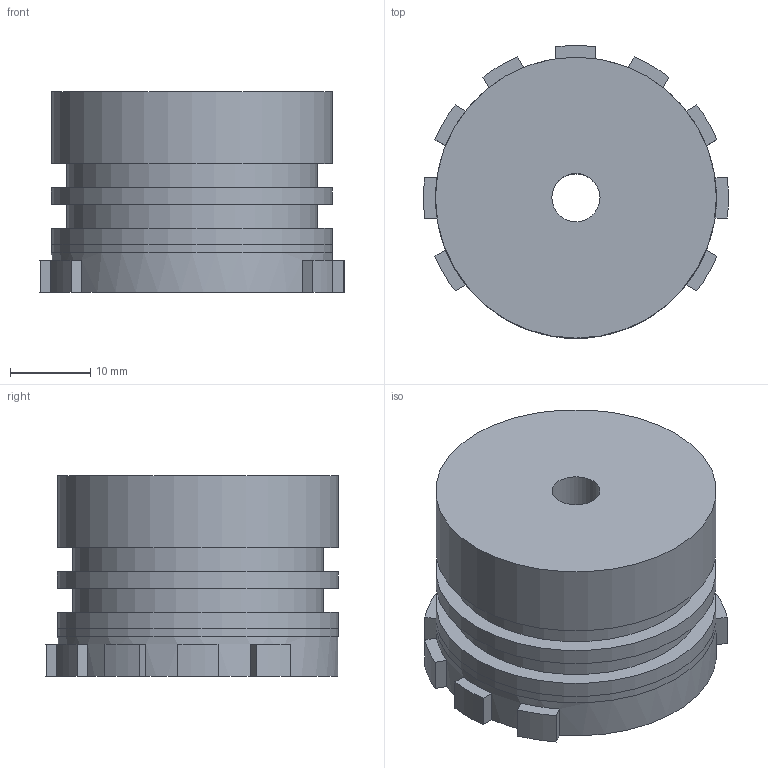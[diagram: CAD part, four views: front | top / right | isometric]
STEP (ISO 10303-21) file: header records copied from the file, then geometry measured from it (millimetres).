
FILE_DESCRIPTION(('FreeCAD Model'),'2;1');
FILE_NAME('Open CASCADE Shape Model','2024-09-30T11:52:52',(''),(''), 'Open CASCADE STEP processor 7.6','FreeCAD','Unknown');
FILE_SCHEMA(('CONFIG_CONTROL_DESIGN','SHAPE_APPEARANCE_LAYER_MIM'));
Length unit declared in the file: millimetre
Products named in the file (1): difference001
Bounding box: 37.98 x 36.48 x 25 mm (x, y, z)
Volume: 22431.4 mm3; surface area: 6050.8 mm2
Topology: 1 solids, 1 shells, 51 faces, 133 edges, 88 vertices
Faces by surface type: plane 33, cylinder 18
Full cylindrical faces by diameter (mm): 6 x1, 31.2 x2, 35 x5
Entity records: 1639 total; most frequent: DIRECTION 289, CARTESIAN_POINT 273, ORIENTED_EDGE 266, EDGE_CURVE 133, AXIS2_PLACEMENT_3D 104, VERTEX_POINT 88, LINE 81, VECTOR 81
